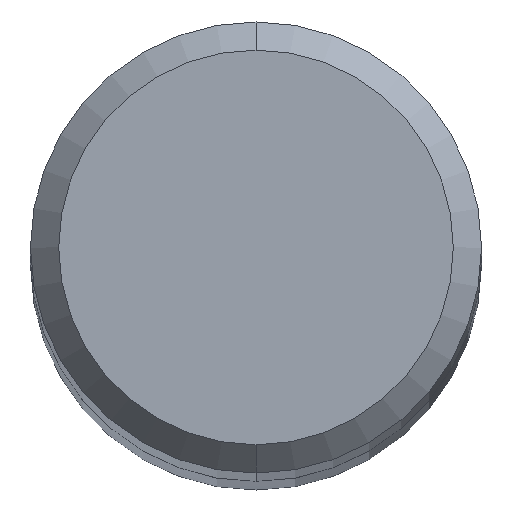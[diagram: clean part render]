
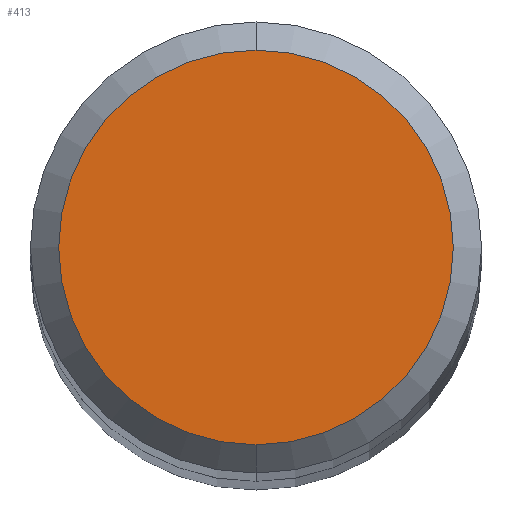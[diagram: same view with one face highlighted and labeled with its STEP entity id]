
A CAD part, top view. The second image highlights one B-rep face of the part: STEP entity #413.
In plain terms, the highlighted planar face has unit normal (0, 0, 1).
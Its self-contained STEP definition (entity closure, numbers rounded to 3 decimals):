
#213=VERTEX_POINT('',#496);
#251=VERTEX_POINT('',#536);
#377=EDGE_CURVE('',#251,#213,#676,.T.);
#397=EDGE_CURVE('',#213,#251,#697,.T.);
#413=ADVANCED_FACE('',(#713),#714,.T.);
#496=CARTESIAN_POINT('',(0.0,2.8,0.0));
#536=CARTESIAN_POINT('',(0.,-2.8,0.0));
#676=CIRCLE('',#1248,2.8);
#697=CIRCLE('',#1277,2.8);
#713=FACE_OUTER_BOUND('',#1308,.T.);
#714=PLANE('',#1309);
#1248=AXIS2_PLACEMENT_3D('',#1589,#1590,#1591);
#1277=AXIS2_PLACEMENT_3D('',#1611,#1612,#1613);
#1308=EDGE_LOOP('',(#1620,#1621));
#1309=AXIS2_PLACEMENT_3D('',#1622,#1623,#1624);
#1589=CARTESIAN_POINT('',(0.0,0.0,0.0));
#1590=DIRECTION('',(0.0,0.0,-1.0));
#1591=DIRECTION('',(0.0,1.0,0.0));
#1611=CARTESIAN_POINT('',(0.0,0.0,0.0));
#1612=DIRECTION('',(0.0,0.0,-1.0));
#1613=DIRECTION('',(0.0,1.0,0.0));
#1620=ORIENTED_EDGE('',*,*,#397,.F.);
#1621=ORIENTED_EDGE('',*,*,#377,.F.);
#1622=CARTESIAN_POINT('',(0.0,1.4,0.0));
#1623=DIRECTION('',(-0.0,0.0,1.0));
#1624=DIRECTION('',(0.0,-1.0,0.0));
